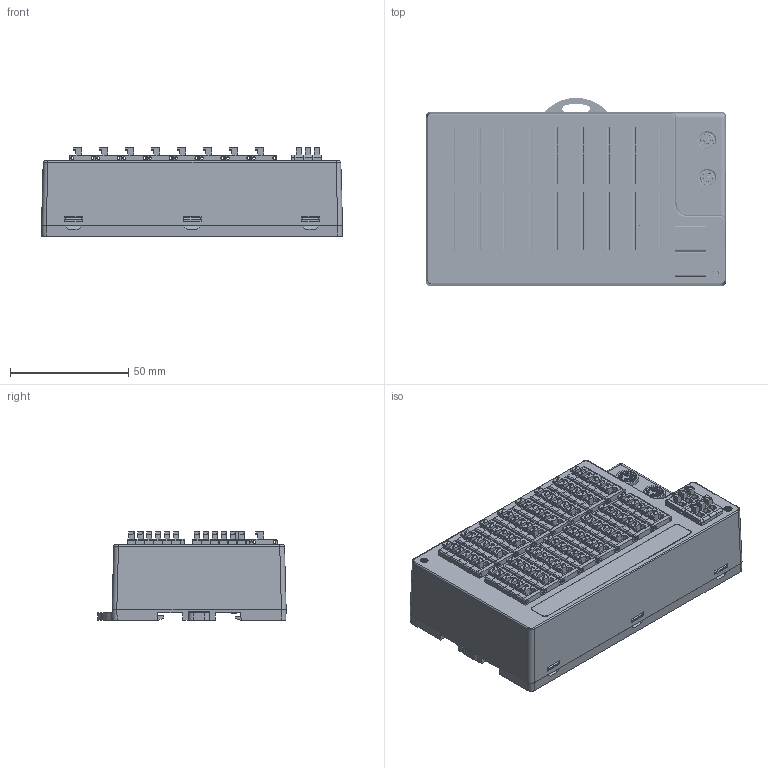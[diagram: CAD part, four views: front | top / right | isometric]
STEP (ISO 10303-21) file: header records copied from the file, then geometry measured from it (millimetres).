
FILE_DESCRIPTION(/* description */ (''),/* implementation_level */ '2;1');
FILE_NAME(/* name */ '',/* time_stamp */ '2024-03-20T16:08:27+08:00',/* author */ (''),/* organization */ (''),/* preprocessor_version */ 'ST-DEVELOPER v14',/* originating_system */ 'SIEMENS PLM Software NX 8.0',/* authorisation */ '');
FILE_SCHEMA (('AUTOMOTIVE_DESIGN { 1 0 10303 214 3 1 1 1 }'));
Products named in the file (1): Admi44DCE454mvlr
Bounding box: 127.42 x 79.71 x 37.3 mm (x, y, z)
Volume: 274267 mm3; surface area: 54531.6 mm2
Topology: 3 solids, 9 shells, 3166 faces, 8343 edges, 5577 vertices
Faces by surface type: plane 2308, cylinder 725, extrusion 94, bspline 18, cone 16, torus 4, sphere 1
Full cylindrical faces by diameter (mm): 1.168 x120, 1.178 x120, 1.2 x8, 1.5 x8, 3 x18, 4 x1, 8.6 x4, 9.5 x6, 9.6 x1, 9.9 x1
Entity records: 110174 total; most frequent: CARTESIAN_POINT 31587, ORIENTED_EDGE 15864, DIRECTION 15207, EDGE_CURVE 7932, VECTOR 6229, LINE 6135, VERTEX_POINT 5465, AXIS2_PLACEMENT_3D 4489
